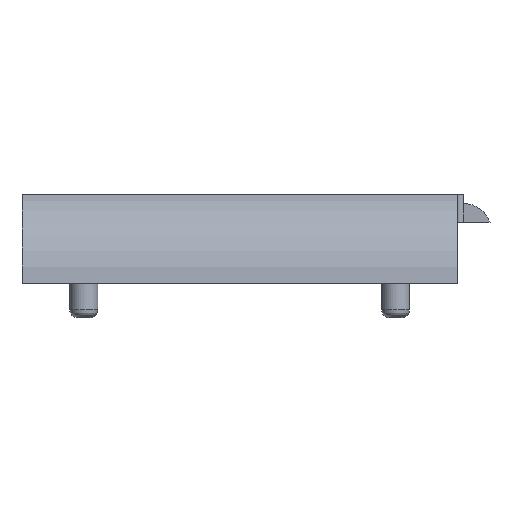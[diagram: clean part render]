
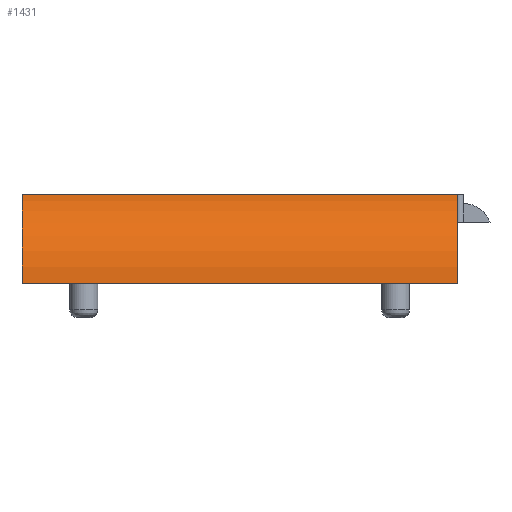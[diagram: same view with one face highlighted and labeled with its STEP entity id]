
A CAD part, left-side view. The second image highlights one B-rep face of the part: STEP entity #1431.
In plain terms, the highlighted cylindrical face has radius 6.13 mm (diameter 12.26 mm), a partial arc.
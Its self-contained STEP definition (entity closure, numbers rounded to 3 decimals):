
#46=CYLINDRICAL_SURFACE('',#1564,6.13);
#111=FACE_OUTER_BOUND('',#189,.T.);
#189=EDGE_LOOP('',(#1167,#1168,#1169,#1170));
#264=CIRCLE('',#1565,6.13);
#265=CIRCLE('',#1566,6.13);
#273=LINE('',#2016,#425);
#390=LINE('',#2486,#542);
#425=VECTOR('',#1607,10.);
#542=VECTOR('',#1912,10.);
#577=VERTEX_POINT('',#2013);
#578=VERTEX_POINT('',#2015);
#695=VERTEX_POINT('',#2483);
#696=VERTEX_POINT('',#2485);
#713=EDGE_CURVE('',#578,#577,#273,.T.);
#878=EDGE_CURVE('',#695,#577,#264,.T.);
#879=EDGE_CURVE('',#696,#695,#390,.T.);
#880=EDGE_CURVE('',#696,#578,#265,.T.);
#1167=ORIENTED_EDGE('',*,*,#713,.T.);
#1168=ORIENTED_EDGE('',*,*,#878,.F.);
#1169=ORIENTED_EDGE('',*,*,#879,.F.);
#1170=ORIENTED_EDGE('',*,*,#880,.T.);
#1431=ADVANCED_FACE('',(#111),#46,.T.);
#1564=AXIS2_PLACEMENT_3D('',#2482,#1908,#1909);
#1565=AXIS2_PLACEMENT_3D('',#2484,#1910,#1911);
#1566=AXIS2_PLACEMENT_3D('',#2487,#1913,#1914);
#1607=DIRECTION('',(0.,1.,0.));
#1908=DIRECTION('center_axis',(0.,1.,0.));
#1909=DIRECTION('ref_axis',(-1.,0.,0.));
#1910=DIRECTION('center_axis',(0.,1.,0.));
#1911=DIRECTION('ref_axis',(-1.,0.,0.));
#1912=DIRECTION('',(0.,1.,0.));
#1913=DIRECTION('center_axis',(0.,1.,0.));
#1914=DIRECTION('ref_axis',(-1.,0.,0.));
#2013=CARTESIAN_POINT('',(-51.529,15.23,8.42));
#2015=CARTESIAN_POINT('',(-51.529,-12.69,8.42));
#2016=CARTESIAN_POINT('',(-51.529,-12.69,8.42));
#2482=CARTESIAN_POINT('Origin',(-49.325,-12.69,2.7));
#2483=CARTESIAN_POINT('',(-55.455,15.23,2.7));
#2484=CARTESIAN_POINT('Origin',(-49.325,15.23,2.7));
#2485=CARTESIAN_POINT('',(-55.455,-12.69,2.7));
#2486=CARTESIAN_POINT('',(-55.455,-12.69,2.7));
#2487=CARTESIAN_POINT('Origin',(-49.325,-12.69,2.7));
